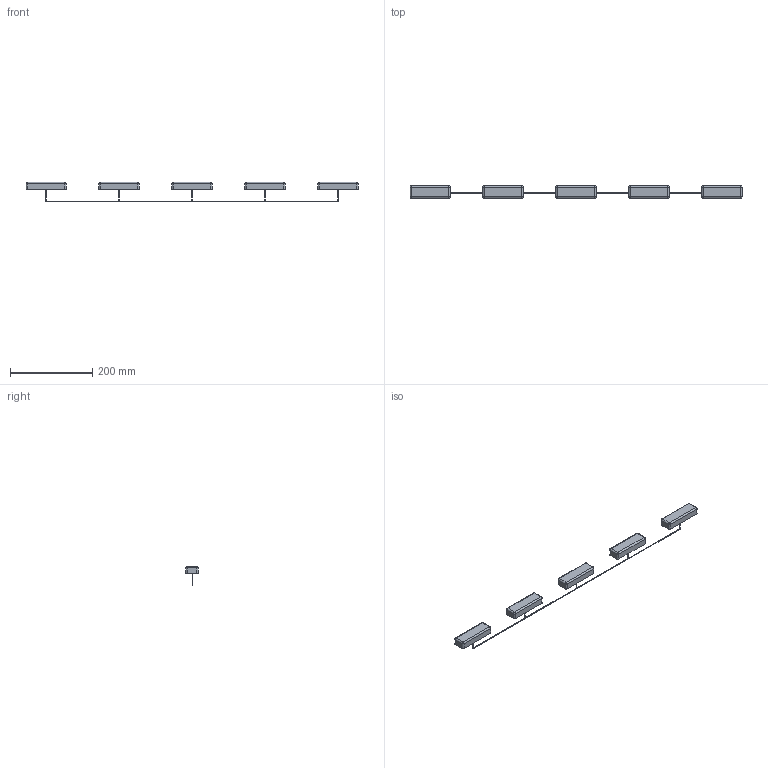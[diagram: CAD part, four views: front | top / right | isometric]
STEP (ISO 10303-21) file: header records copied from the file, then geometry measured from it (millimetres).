
FILE_DESCRIPTION (( 'STEP AP203' ), '1' );
FILE_NAME ('Chassis_ver2_Lights_Default_sldprt.STEP', '2023-11-24T11:03:20', ( '' ), ( '' ), 'SwSTEP 2.0', 'SolidWorks 2021', '' );
FILE_SCHEMA (( 'CONFIG_CONTROL_DESIGN' ));
Length unit declared in the file: millimetre
Products named in the file (1): Chassis_ver2_Lights_Default_sldprt
Bounding box: 808.99 x 30.22 x 47.18 mm (x, y, z)
Volume: 260129.6 mm3; surface area: 54488.3 mm2
Topology: 1 solids, 1 shells, 107 faces, 260 edges, 140 vertices
Faces by surface type: plane 47, cylinder 40, sphere 20
Entity records: 2991 total; most frequent: DIRECTION 536, CARTESIAN_POINT 488, ORIENTED_EDGE 480, EDGE_CURVE 240, AXIS2_PLACEMENT_3D 188, LINE 160, VECTOR 160, VERTEX_POINT 140
